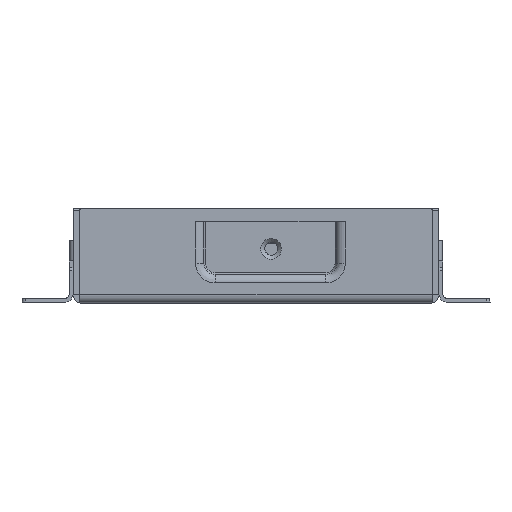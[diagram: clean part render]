
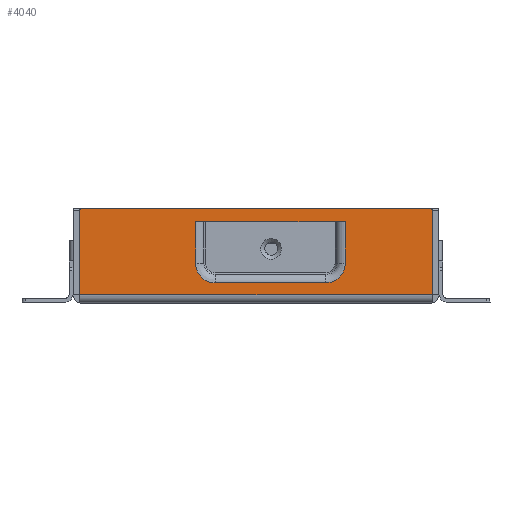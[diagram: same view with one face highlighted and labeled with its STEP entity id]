
A CAD part, front view. The second image highlights one B-rep face of the part: STEP entity #4040.
In plain terms, the highlighted planar face has unit normal (0, -1, 0).
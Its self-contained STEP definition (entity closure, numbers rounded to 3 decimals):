
#2322=FACE_BOUND('',#8642,.T.);
#2323=FACE_BOUND('',#8643,.T.);
#2957=CIRCLE('',#37020,6.175);
#2958=CIRCLE('',#37021,6.175);
#2959=CIRCLE('',#37022,0.5);
#2960=CIRCLE('',#37023,0.5);
#4040=ADVANCED_FACE('',(#2322,#2323),#5755,.F.);
#5755=PLANE('',#37024);
#8642=EDGE_LOOP('',(#11198,#11199,#11200,#11201,#11202,#11203));
#8643=EDGE_LOOP('',(#11204,#11205,#11206,#11207,#11208,#11209));
#11198=ORIENTED_EDGE('',*,*,#25910,.T.);
#11199=ORIENTED_EDGE('',*,*,#25911,.F.);
#11200=ORIENTED_EDGE('',*,*,#25912,.T.);
#11201=ORIENTED_EDGE('',*,*,#25913,.T.);
#11202=ORIENTED_EDGE('',*,*,#25914,.T.);
#11203=ORIENTED_EDGE('',*,*,#25915,.T.);
#11204=ORIENTED_EDGE('',*,*,#25887,.F.);
#11205=ORIENTED_EDGE('',*,*,#25916,.T.);
#11206=ORIENTED_EDGE('',*,*,#25917,.F.);
#11207=ORIENTED_EDGE('',*,*,#25918,.T.);
#11208=ORIENTED_EDGE('',*,*,#25919,.T.);
#11209=ORIENTED_EDGE('',*,*,#25920,.T.);
#21931=VERTEX_POINT('',#49123);
#21932=VERTEX_POINT('',#49125);
#21953=VERTEX_POINT('',#49175);
#21954=VERTEX_POINT('',#49176);
#21955=VERTEX_POINT('',#49178);
#21956=VERTEX_POINT('',#49180);
#21957=VERTEX_POINT('',#49182);
#21958=VERTEX_POINT('',#49184);
#21959=VERTEX_POINT('',#49187);
#21960=VERTEX_POINT('',#49189);
#21961=VERTEX_POINT('',#49191);
#21962=VERTEX_POINT('',#49193);
#25887=EDGE_CURVE('',#21931,#21932,#31289,.T.);
#25910=EDGE_CURVE('',#21953,#21954,#31300,.T.);
#25911=EDGE_CURVE('',#21955,#21954,#31301,.T.);
#25912=EDGE_CURVE('',#21955,#21956,#31302,.T.);
#25913=EDGE_CURVE('',#21956,#21957,#2957,.T.);
#25914=EDGE_CURVE('',#21957,#21958,#31303,.T.);
#25915=EDGE_CURVE('',#21958,#21953,#2958,.T.);
#25916=EDGE_CURVE('',#21931,#21959,#2959,.T.);
#25917=EDGE_CURVE('',#21960,#21959,#31304,.T.);
#25918=EDGE_CURVE('',#21960,#21961,#31305,.T.);
#25919=EDGE_CURVE('',#21961,#21962,#31306,.T.);
#25920=EDGE_CURVE('',#21962,#21932,#2960,.T.);
#31289=LINE('',#49124,#34167);
#31300=LINE('',#49174,#34178);
#31301=LINE('',#49177,#34179);
#31302=LINE('',#49179,#34180);
#31303=LINE('',#49183,#34181);
#31304=LINE('',#49188,#34182);
#31305=LINE('',#49190,#34183);
#31306=LINE('',#49192,#34184);
#34167=VECTOR('',#40341,1.);
#34178=VECTOR('',#40388,1.);
#34179=VECTOR('',#40389,1.);
#34180=VECTOR('',#40390,1.);
#34181=VECTOR('',#40393,1.);
#34182=VECTOR('',#40398,1.);
#34183=VECTOR('',#40399,1.);
#34184=VECTOR('',#40400,1.);
#37020=AXIS2_PLACEMENT_3D('',#49181,#40391,#40392);
#37021=AXIS2_PLACEMENT_3D('',#49185,#40394,#40395);
#37022=AXIS2_PLACEMENT_3D('',#49186,#40396,#40397);
#37023=AXIS2_PLACEMENT_3D('',#49194,#40401,#40402);
#37024=AXIS2_PLACEMENT_3D('',#49195,#40403,#40404);
#40341=DIRECTION('',(1.,0.,0.));
#40388=DIRECTION('',(0.,0.,1.));
#40389=DIRECTION('',(-1.,0.,0.));
#40390=DIRECTION('',(0.,0.,-1.));
#40391=DIRECTION('',(0.,1.,0.));
#40392=DIRECTION('',(0.,0.,1.));
#40393=DIRECTION('',(-1.,0.,0.));
#40394=DIRECTION('',(0.,1.,0.));
#40395=DIRECTION('',(0.,0.,1.));
#40396=DIRECTION('',(0.,-1.,0.));
#40397=DIRECTION('',(0.,0.,1.));
#40398=DIRECTION('',(0.,0.,1.));
#40399=DIRECTION('',(1.,0.,0.));
#40400=DIRECTION('',(0.,0.,1.));
#40401=DIRECTION('',(0.,-1.,0.));
#40402=DIRECTION('',(0.,0.,1.));
#40403=DIRECTION('',(0.,1.,0.));
#40404=DIRECTION('',(0.,0.,1.));
#49123=CARTESIAN_POINT('',(2.502,0.,29.5));
#49124=CARTESIAN_POINT('',(2.6,0.,29.5));
#49125=CARTESIAN_POINT('',(111.998,0.,29.5));
#49174=CARTESIAN_POINT('',(38.325,0.,2.6));
#49175=CARTESIAN_POINT('',(38.325,0.,12.5));
#49176=CARTESIAN_POINT('',(38.325,0.,25.5));
#49177=CARTESIAN_POINT('',(82.,0.,25.5));
#49178=CARTESIAN_POINT('',(85.175,0.,25.5));
#49179=CARTESIAN_POINT('',(85.175,0.,2.6));
#49180=CARTESIAN_POINT('',(85.175,0.,12.5));
#49181=CARTESIAN_POINT('',(79.,0.,12.5));
#49182=CARTESIAN_POINT('',(79.,0.,6.325));
#49183=CARTESIAN_POINT('',(2.6,0.,6.325));
#49184=CARTESIAN_POINT('',(44.5,0.,6.325));
#49185=CARTESIAN_POINT('',(44.5,0.,12.5));
#49186=CARTESIAN_POINT('',(2.502,0.,29.));
#49187=CARTESIAN_POINT('',(2.002,0.,29.));
#49188=CARTESIAN_POINT('',(2.002,0.,2.6));
#49189=CARTESIAN_POINT('',(2.002,0.,2.6));
#49190=CARTESIAN_POINT('',(2.6,0.,2.6));
#49191=CARTESIAN_POINT('',(112.498,0.,2.6));
#49192=CARTESIAN_POINT('',(112.498,0.,2.6));
#49193=CARTESIAN_POINT('',(112.498,0.,29.));
#49194=CARTESIAN_POINT('',(111.998,0.,29.));
#49195=CARTESIAN_POINT('',(2.6,0.,2.6));
